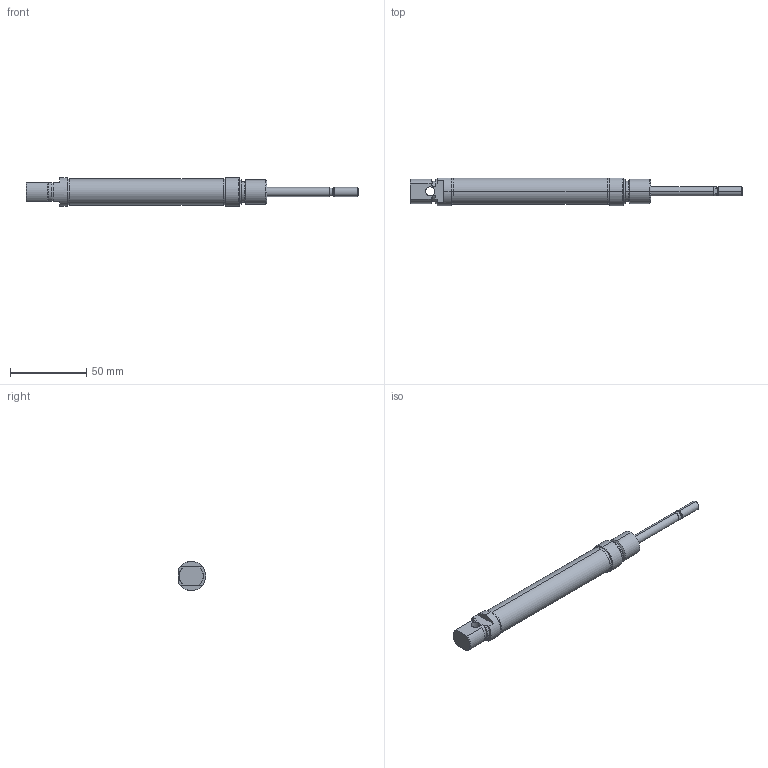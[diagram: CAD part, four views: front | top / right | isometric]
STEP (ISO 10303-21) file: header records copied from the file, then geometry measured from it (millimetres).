
FILE_DESCRIPTION (( 'STEP AP214' ), '1' );
FILE_NAME ('PME 16-40 CYLINDER.STEP', '2010-08-05T09:10:13', ( '' ), ( '' ), 'SwSTEP 2.0', 'SolidWorks 2010', '' );
FILE_SCHEMA (( 'AUTOMOTIVE_DESIGN' ));
Length unit declared in the file: millimetre
Products named in the file (5): 16   ARKA KAPAK; 16  Boru; 16   烰  KAPAK; 12-16 Mil ; PME  16-40  CYLINDER
Assembly tree (4 placements, depth 2):
  PME  16-40  CYLINDER
    16  Boru
    16   ARKA KAPAK
    16   烰  KAPAK
    12-16 Mil 
Bounding box: 218 x 18.14 x 19 mm (x, y, z)
Volume: 24845.5 mm3; surface area: 20397 mm2
Topology: 4 solids, 4 shells, 116 faces, 270 edges, 171 vertices
Faces by surface type: cylinder 48, plane 37, cone 31
Entity records: 3743 total; most frequent: CARTESIAN_POINT 706, DIRECTION 625, ORIENTED_EDGE 540, EDGE_CURVE 270, AXIS2_PLACEMENT_3D 258, VERTEX_POINT 171, CIRCLE 135, EDGE_LOOP 133
